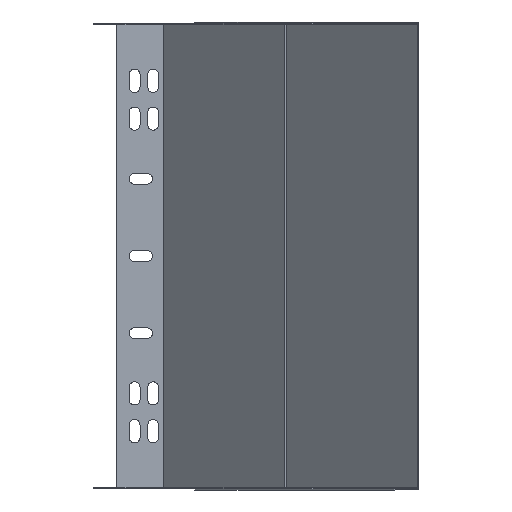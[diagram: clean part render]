
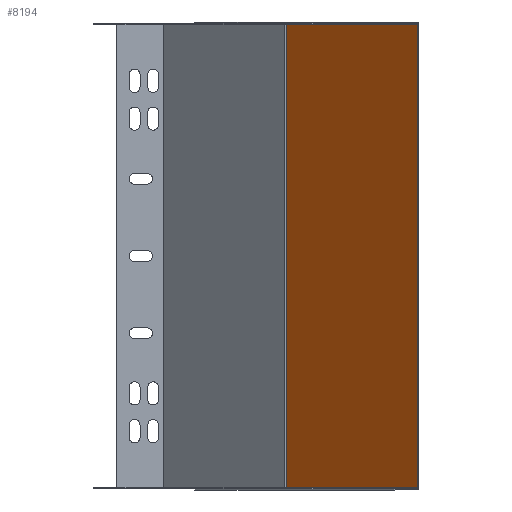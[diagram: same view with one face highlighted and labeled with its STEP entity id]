
A CAD part, front view. The second image highlights one B-rep face of the part: STEP entity #8194.
In plain terms, the highlighted planar face has unit normal (-0.707, -0.707, 0).
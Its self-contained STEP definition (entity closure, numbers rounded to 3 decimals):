
#234 = DIRECTION ( 'NONE',  ( 0., 0., 1. ) ) ;
#262 = CARTESIAN_POINT ( 'NONE',  ( 114.07, -42.916, -29.971 ) ) ;
#563 = LINE ( 'NONE', #989, #7706 ) ;
#564 = DIRECTION ( 'NONE',  ( -0.707, -0.707, 0. ) ) ;
#789 = VECTOR ( 'NONE', #234, 1000. ) ;
#989 = CARTESIAN_POINT ( 'NONE',  ( 114.07, -42.916, -29.971 ) ) ;
#1845 = EDGE_CURVE ( 'NONE', #2844, #2634, #4679, .T. ) ;
#1863 = EDGE_CURVE ( 'NONE', #4081, #2844, #2702, .T. ) ;
#1874 = EDGE_CURVE ( 'NONE', #4081, #5250, #4232, .T. ) ;
#1876 = EDGE_CURVE ( 'NONE', #5250, #2634, #563, .T. ) ;
#2450 = DIRECTION ( 'NONE',  ( 0.707, -0.707, 0. ) ) ;
#2634 = VERTEX_POINT ( 'NONE', #3212 ) ;
#2702 = LINE ( 'NONE', #6484, #789 ) ;
#2844 = VERTEX_POINT ( 'NONE', #4740 ) ;
#2903 = VECTOR ( 'NONE', #7161, 1000. ) ;
#3212 = CARTESIAN_POINT ( 'NONE',  ( 114.07, -42.916, 271.629 ) ) ;
#3252 = ORIENTED_EDGE ( 'NONE', *, *, #1874, .T. ) ;
#3352 = CARTESIAN_POINT ( 'NONE',  ( 114.07, -42.916, -29.971 ) ) ;
#4081 = VERTEX_POINT ( 'NONE', #4467 ) ;
#4232 = LINE ( 'NONE', #6521, #6075 ) ;
#4467 = CARTESIAN_POINT ( 'NONE',  ( -14.624, 85.777, -29.971 ) ) ;
#4679 = LINE ( 'NONE', #6432, #2903 ) ;
#4740 = CARTESIAN_POINT ( 'NONE',  ( -14.624, 85.777, 271.629 ) ) ;
#4932 = AXIS2_PLACEMENT_3D ( 'NONE', #3352, #564, #5393 ) ;
#5104 = FACE_OUTER_BOUND ( 'NONE', #7721, .T. ) ;
#5229 = ORIENTED_EDGE ( 'NONE', *, *, #1876, .T. ) ;
#5250 = VERTEX_POINT ( 'NONE', #262 ) ;
#5393 = DIRECTION ( 'NONE',  ( -0.707, 0.707, 0. ) ) ;
#6075 = VECTOR ( 'NONE', #2450, 1000. ) ;
#6432 = CARTESIAN_POINT ( 'NONE',  ( 114.07, -42.916, 271.629 ) ) ;
#6484 = CARTESIAN_POINT ( 'NONE',  ( -14.624, 85.777, -29.971 ) ) ;
#6521 = CARTESIAN_POINT ( 'NONE',  ( 114.07, -42.916, -29.971 ) ) ;
#6674 = ORIENTED_EDGE ( 'NONE', *, *, #1863, .F. ) ;
#7161 = DIRECTION ( 'NONE',  ( 0.707, -0.707, 0. ) ) ;
#7524 = ORIENTED_EDGE ( 'NONE', *, *, #1845, .F. ) ;
#7706 = VECTOR ( 'NONE', #7900, 1000. ) ;
#7721 = EDGE_LOOP ( 'NONE', ( #7524, #6674, #3252, #5229 ) ) ;
#7900 = DIRECTION ( 'NONE',  ( 0., 0., 1. ) ) ;
#8194 = ADVANCED_FACE ( 'NONE', ( #5104 ), #8828, .T. ) ;
#8828 = PLANE ( 'NONE',  #4932 ) ;
